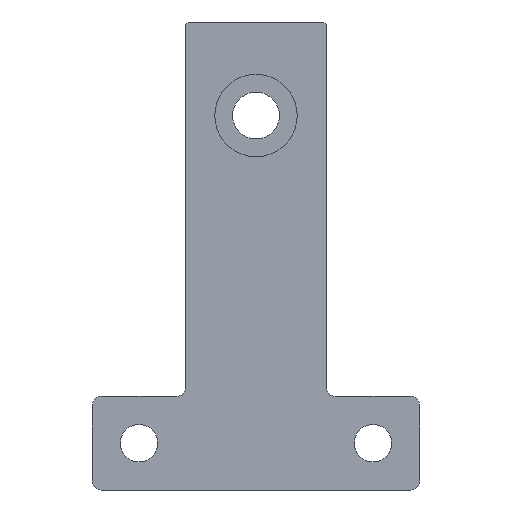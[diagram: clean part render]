
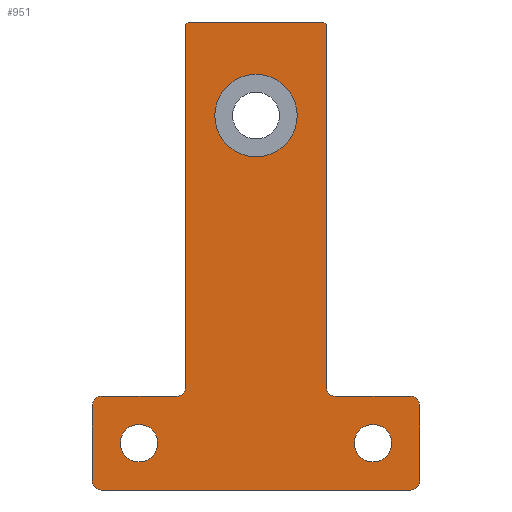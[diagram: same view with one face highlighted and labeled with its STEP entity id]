
A CAD part, front view. The second image highlights one B-rep face of the part: STEP entity #951.
In plain terms, the highlighted planar face has unit normal (0, -1, 0).
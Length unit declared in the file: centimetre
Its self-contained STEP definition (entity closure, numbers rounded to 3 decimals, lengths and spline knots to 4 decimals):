
#105=PLANE('',#1008);
#141=VECTOR('',#1097,1.);
#144=VECTOR('',#1101,1.);
#145=VECTOR('',#1104,1.);
#146=VECTOR('',#1105,1.);
#147=VECTOR('',#1106,1.);
#148=VECTOR('',#1107,1.);
#149=VECTOR('',#1108,1.);
#150=VECTOR('',#1111,1.);
#151=VECTOR('',#1114,1.);
#152=VECTOR('',#1117,1.);
#225=LINE('',#1315,#141);
#228=LINE('',#1321,#144);
#229=LINE('',#1325,#145);
#230=LINE('',#1327,#146);
#231=LINE('',#1329,#147);
#232=LINE('',#1331,#148);
#233=LINE('',#1333,#149);
#234=LINE('',#1337,#150);
#235=LINE('',#1341,#151);
#236=LINE('',#1345,#152);
#309=VERTEX_POINT('',#1310);
#310=VERTEX_POINT('',#1312);
#311=VERTEX_POINT('',#1316);
#313=VERTEX_POINT('',#1322);
#314=VERTEX_POINT('',#1324);
#315=VERTEX_POINT('',#1326);
#316=VERTEX_POINT('',#1328);
#317=VERTEX_POINT('',#1330);
#318=VERTEX_POINT('',#1332);
#319=VERTEX_POINT('',#1334);
#320=VERTEX_POINT('',#1336);
#321=VERTEX_POINT('',#1338);
#322=VERTEX_POINT('',#1340);
#323=VERTEX_POINT('',#1342);
#324=VERTEX_POINT('',#1344);
#325=VERTEX_POINT('',#1346);
#326=VERTEX_POINT('',#1349);
#327=VERTEX_POINT('',#1351);
#328=VERTEX_POINT('',#1353);
#392=CIRCLE('',#1006,0.1);
#393=CIRCLE('',#1009,0.1);
#394=CIRCLE('',#1010,0.1);
#395=CIRCLE('',#1011,0.1);
#396=CIRCLE('',#1012,0.1);
#397=CIRCLE('',#1013,0.1);
#398=CIRCLE('',#1014,0.2);
#399=CIRCLE('',#1015,0.2);
#400=CIRCLE('',#1016,0.44);
#427=EDGE_CURVE('',#309,#310,#392,.T.);
#429=EDGE_CURVE('',#311,#310,#225,.T.);
#432=EDGE_CURVE('',#309,#313,#228,.T.);
#433=EDGE_CURVE('',#314,#313,#393,.T.);
#434=EDGE_CURVE('',#314,#315,#229,.T.);
#435=EDGE_CURVE('',#316,#315,#230,.T.);
#436=EDGE_CURVE('',#316,#317,#231,.T.);
#437=EDGE_CURVE('',#318,#317,#232,.T.);
#438=EDGE_CURVE('',#318,#319,#233,.T.);
#439=EDGE_CURVE('',#320,#319,#394,.T.);
#440=EDGE_CURVE('',#320,#321,#234,.T.);
#441=EDGE_CURVE('',#322,#321,#395,.T.);
#442=EDGE_CURVE('',#322,#323,#235,.T.);
#443=EDGE_CURVE('',#324,#323,#396,.T.);
#444=EDGE_CURVE('',#324,#325,#236,.T.);
#445=EDGE_CURVE('',#311,#325,#397,.T.);
#446=EDGE_CURVE('',#326,#326,#398,.T.);
#447=EDGE_CURVE('',#327,#327,#399,.T.);
#448=EDGE_CURVE('',#328,#328,#400,.T.);
#557=ORIENTED_EDGE('',*,*,#427,.F.);
#558=ORIENTED_EDGE('',*,*,#432,.T.);
#559=ORIENTED_EDGE('',*,*,#433,.F.);
#560=ORIENTED_EDGE('',*,*,#434,.T.);
#561=ORIENTED_EDGE('',*,*,#435,.F.);
#562=ORIENTED_EDGE('',*,*,#436,.T.);
#563=ORIENTED_EDGE('',*,*,#437,.F.);
#564=ORIENTED_EDGE('',*,*,#438,.T.);
#565=ORIENTED_EDGE('',*,*,#439,.F.);
#566=ORIENTED_EDGE('',*,*,#440,.T.);
#567=ORIENTED_EDGE('',*,*,#441,.F.);
#568=ORIENTED_EDGE('',*,*,#442,.T.);
#569=ORIENTED_EDGE('',*,*,#443,.F.);
#570=ORIENTED_EDGE('',*,*,#444,.T.);
#571=ORIENTED_EDGE('',*,*,#445,.F.);
#572=ORIENTED_EDGE('',*,*,#429,.T.);
#573=ORIENTED_EDGE('',*,*,#446,.T.);
#574=ORIENTED_EDGE('',*,*,#447,.T.);
#575=ORIENTED_EDGE('',*,*,#448,.T.);
#799=EDGE_LOOP('',(#557,#558,#559,#560,#561,#562,#563,#564,#565,#566,#567,
#568,#569,#570,#571,#572));
#800=EDGE_LOOP('',(#573));
#801=EDGE_LOOP('',(#574));
#802=EDGE_LOOP('',(#575));
#875=FACE_BOUND('',#799,.T.);
#876=FACE_BOUND('',#800,.T.);
#877=FACE_BOUND('',#801,.T.);
#878=FACE_BOUND('',#802,.T.);
#951=ADVANCED_FACE('',(#875,#876,#877,#878),#105,.F.);
#1006=AXIS2_PLACEMENT_3D('',#1311,#1093,#1094);
#1008=AXIS2_PLACEMENT_3D('',#1320,#1100,$);
#1009=AXIS2_PLACEMENT_3D('',#1323,#1102,#1103);
#1010=AXIS2_PLACEMENT_3D('',#1335,#1109,#1110);
#1011=AXIS2_PLACEMENT_3D('',#1339,#1112,#1113);
#1012=AXIS2_PLACEMENT_3D('',#1343,#1115,#1116);
#1013=AXIS2_PLACEMENT_3D('',#1347,#1118,#1119);
#1014=AXIS2_PLACEMENT_3D('',#1348,#1120,#1121);
#1015=AXIS2_PLACEMENT_3D('',#1350,#1122,#1123);
#1016=AXIS2_PLACEMENT_3D('',#1352,#1124,#1125);
#1093=DIRECTION('',(0.,1.,0.));
#1094=DIRECTION('',(0.071,0.,0.071));
#1097=DIRECTION('',(0.,0.,1.));
#1100=DIRECTION('',(0.,1.,0.));
#1101=DIRECTION('',(-1.,0.,0.));
#1102=DIRECTION('',(0.,-1.,0.));
#1103=DIRECTION('',(-0.071,0.,-0.071));
#1104=DIRECTION('',(0.,0.,1.));
#1105=DIRECTION('',(0.707,0.,-0.707));
#1106=DIRECTION('',(-1.,0.,0.));
#1107=DIRECTION('',(0.707,0.,0.707));
#1108=DIRECTION('',(0.,0.,-1.));
#1109=DIRECTION('',(0.,-1.,0.));
#1110=DIRECTION('',(0.071,0.,-0.071));
#1111=DIRECTION('',(-1.,0.,0.));
#1112=DIRECTION('',(0.,1.,0.));
#1113=DIRECTION('',(-0.071,0.,0.071));
#1114=DIRECTION('',(0.,0.,-1.));
#1115=DIRECTION('',(0.,1.,0.));
#1116=DIRECTION('',(-0.071,0.,-0.071));
#1117=DIRECTION('',(1.,0.,0.));
#1118=DIRECTION('',(0.,1.,0.));
#1119=DIRECTION('',(0.071,0.,-0.071));
#1120=DIRECTION('',(0.,1.,0.));
#1121=DIRECTION('',(0.2,0.,0.));
#1122=DIRECTION('',(0.,1.,0.));
#1123=DIRECTION('',(0.2,0.,0.));
#1124=DIRECTION('',(0.,1.,0.));
#1125=DIRECTION('',(0.,0.,0.44));
#1310=CARTESIAN_POINT('',(1.65,0.,-4.));
#1311=CARTESIAN_POINT('',(1.65,0.,-4.1));
#1312=CARTESIAN_POINT('',(1.75,0.,-4.1));
#1315=CARTESIAN_POINT('',(1.75,0.,-5.));
#1316=CARTESIAN_POINT('',(1.75,0.,-4.9));
#1320=CARTESIAN_POINT('',(0.,0.,-2.5));
#1321=CARTESIAN_POINT('',(1.75,0.,-4.));
#1322=CARTESIAN_POINT('',(0.85,0.,-4.));
#1323=CARTESIAN_POINT('',(0.85,0.,-3.9));
#1324=CARTESIAN_POINT('',(0.75,0.,-3.9));
#1325=CARTESIAN_POINT('',(0.75,0.,-5.));
#1326=CARTESIAN_POINT('',(0.75,0.,-0.025));
#1327=CARTESIAN_POINT('',(1.175,0.,-0.45));
#1328=CARTESIAN_POINT('',(0.725,0.,0.));
#1329=CARTESIAN_POINT('',(0.75,0.,0.));
#1330=CARTESIAN_POINT('',(-0.725,0.,0.));
#1331=CARTESIAN_POINT('',(-1.175,0.,-0.45));
#1332=CARTESIAN_POINT('',(-0.75,0.,-0.025));
#1333=CARTESIAN_POINT('',(-0.75,0.,0.));
#1334=CARTESIAN_POINT('',(-0.75,0.,-3.9));
#1335=CARTESIAN_POINT('',(-0.85,0.,-3.9));
#1336=CARTESIAN_POINT('',(-0.85,0.,-4.));
#1337=CARTESIAN_POINT('',(-0.75,0.,-4.));
#1338=CARTESIAN_POINT('',(-1.65,0.,-4.));
#1339=CARTESIAN_POINT('',(-1.65,0.,-4.1));
#1340=CARTESIAN_POINT('',(-1.75,0.,-4.1));
#1341=CARTESIAN_POINT('',(-1.75,0.,-4.));
#1342=CARTESIAN_POINT('',(-1.75,0.,-4.9));
#1343=CARTESIAN_POINT('',(-1.65,0.,-4.9));
#1344=CARTESIAN_POINT('',(-1.65,0.,-5.));
#1345=CARTESIAN_POINT('',(-1.75,0.,-5.));
#1346=CARTESIAN_POINT('',(1.65,0.,-5.));
#1347=CARTESIAN_POINT('',(1.65,0.,-4.9));
#1348=CARTESIAN_POINT('',(1.25,0.,-4.5));
#1349=CARTESIAN_POINT('',(1.05,0.,-4.5));
#1350=CARTESIAN_POINT('',(-1.25,0.,-4.5));
#1351=CARTESIAN_POINT('',(-1.45,0.,-4.5));
#1352=CARTESIAN_POINT('',(0.,0.,-1.));
#1353=CARTESIAN_POINT('',(0.,0.,-0.56));
